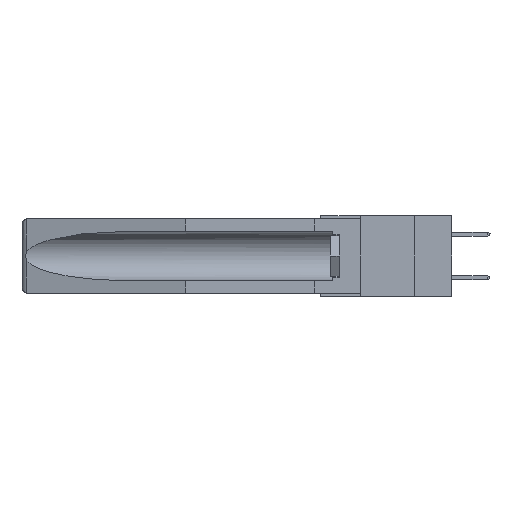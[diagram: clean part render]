
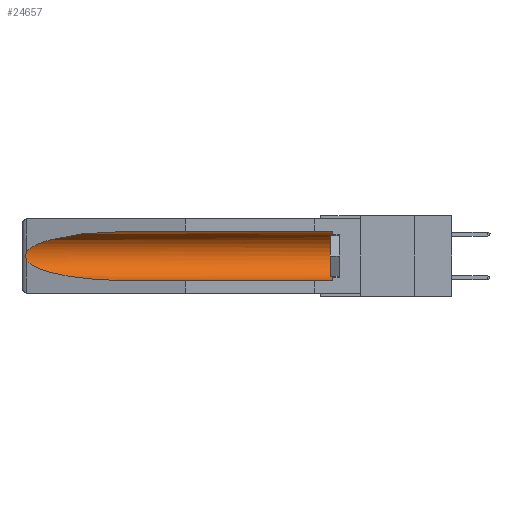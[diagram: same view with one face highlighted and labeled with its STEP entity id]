
A CAD part, left-side view. The second image highlights one B-rep face of the part: STEP entity #24657.
In plain terms, the highlighted cylindrical face has radius 2.857 mm (diameter 5.715 mm), a partial arc.
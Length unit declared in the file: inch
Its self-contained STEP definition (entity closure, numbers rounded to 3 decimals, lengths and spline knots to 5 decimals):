
#148 = EDGE_CURVE ( 'NONE', #27398, #10574, #23171, .T. ) ;
#961 = DIRECTION ( 'NONE',  ( 0., 1., 0. ) ) ;
#2884 = CARTESIAN_POINT ( 'NONE',  ( 0.155, 0.126, -0.1715 ) ) ;
#3699 = CARTESIAN_POINT ( 'NONE',  ( 0.26654, 1.53092, -0.15636 ) ) ;
#3808 = VECTOR ( 'NONE', #26771, 39.37008 ) ;
#4907 = EDGE_CURVE ( 'NONE', #25747, #9898, #20922, .T. ) ;
#4926 = CARTESIAN_POINT ( 'NONE',  ( 0.155, -0.30754, -0.284 ) ) ;
#5010 = DIRECTION ( 'NONE',  ( 0., 0., 1. ) ) ;
#5034 = CARTESIAN_POINT ( 'NONE',  ( 0.155, 1.07973, -0.284 ) ) ;
#5197 = CARTESIAN_POINT ( 'NONE',  ( 0.21114, 1.30732, -0.059 ) ) ;
#5463 = EDGE_CURVE ( 'NONE', #10574, #8902, #17058, .T. ) ;
#5705 = ORIENTED_EDGE ( 'NONE', *, *, #5463, .T. ) ;
#5918 = CARTESIAN_POINT ( 'NONE',  ( 0.26597, 1.52961, -0.15275 ) ) ;
#6991 = CARTESIAN_POINT ( 'NONE',  ( 0.155, 1.07973, -0.059 ) ) ;
#7415 = DIRECTION ( 'NONE',  ( 0., -1., 0. ) ) ;
#7866 = CARTESIAN_POINT ( 'NONE',  ( 0.26597, 1.5296, -0.19026 ) ) ;
#7939 = DIRECTION ( 'NONE',  ( 0., 1., 0. ) ) ;
#8046 = CARTESIAN_POINT ( 'NONE',  ( 0.2673, 1.5327, -0.16383 ) ) ;
#8141 = CARTESIAN_POINT ( 'NONE',  ( 0.2675, 1.53308, -0.17534 ) ) ;
#8676 = EDGE_CURVE ( 'NONE', #8902, #17645, #26915, .T. ) ;
#8902 = VERTEX_POINT ( 'NONE', #26465 ) ;
#8906 = ORIENTED_EDGE ( 'NONE', *, *, #8676, .T. ) ;
#9140 = ORIENTED_EDGE ( 'NONE', *, *, #148, .T. ) ;
#9307 = LINE ( 'NONE', #4926, #19230 ) ;
#9898 = VERTEX_POINT ( 'NONE', #23857 ) ;
#10180 = ORIENTED_EDGE ( 'NONE', *, *, #14140, .T. ) ;
#10433 = FACE_OUTER_BOUND ( 'NONE', #25226, .T. ) ;
#10531 = CARTESIAN_POINT ( 'NONE',  ( 0.155, 1.07973, -0.284 ) ) ;
#10574 = VERTEX_POINT ( 'NONE', #21219 ) ;
#10753 = CYLINDRICAL_SURFACE ( 'NONE', #11511, 0.1125 ) ;
#10770 = ORIENTED_EDGE ( 'NONE', *, *, #12964, .F. ) ;
#10963 = CARTESIAN_POINT ( 'NONE',  ( 0.26537, 1.52718, -0.19328 ) ) ;
#11511 = AXIS2_PLACEMENT_3D ( 'NONE', #24421, #961, #23482 ) ;
#11840 = CARTESIAN_POINT ( 'NONE',  ( 0.26537, 1.52718, -0.14972 ) ) ;
#12964 = EDGE_CURVE ( 'NONE', #25747, #17645, #9307, .T. ) ;
#13406 = CARTESIAN_POINT ( 'NONE',  ( 0.155, 0.126, -0.284 ) ) ;
#14140 = EDGE_CURVE ( 'NONE', #9898, #27398, #24375, .T. ) ;
#14519 = CARTESIAN_POINT ( 'NONE',  ( 0.26537, 1.52718, -0.19328 ) ) ;
#15753 = CARTESIAN_POINT ( 'NONE',  ( 0.155, 1.07973, -0.059 ) ) ;
#15930 = AXIS2_PLACEMENT_3D ( 'NONE', #2884, #7415, #5010 ) ;
#16578 = CARTESIAN_POINT ( 'NONE',  ( 0.2673, 1.53269, -0.17917 ) ) ;
#16856 = CARTESIAN_POINT ( 'NONE',  ( 0.21114, 1.30732, -0.284 ) ) ;
#17058 = B_SPLINE_CURVE_WITH_KNOTS ( 'NONE', 3,
 ( #20823, #5918, #3699, #8046, #18595, #8141, #16578, #20913, #7866, #14519 ),
 .UNSPECIFIED., .F., .F.,
 ( 4, 2, 2, 2, 4 ),
 ( 0., 0.00029, 0.00058, 0.00087, 0.00117 ),
 .UNSPECIFIED. ) ;
#17645 = VERTEX_POINT ( 'NONE', #5034 ) ;
#17950 = CARTESIAN_POINT ( 'NONE',  ( 0.155, -0.30754, -0.059 ) ) ;
#18595 = CARTESIAN_POINT ( 'NONE',  ( 0.2675, 1.53308, -0.16763 ) ) ;
#19230 = VECTOR ( 'NONE', #7939, 39.37008 ) ;
#20823 = CARTESIAN_POINT ( 'NONE',  ( 0.26537, 1.52718, -0.14972 ) ) ;
#20913 = CARTESIAN_POINT ( 'NONE',  ( 0.26655, 1.53094, -0.18657 ) ) ;
#20922 = CIRCLE ( 'NONE', #15930, 0.1125 ) ;
#21219 = CARTESIAN_POINT ( 'NONE',  ( 0.26537, 1.52718, -0.14972 ) ) ;
#21356 = CARTESIAN_POINT ( 'NONE',  ( 0.25451, 1.48313, -0.24835 ) ) ;
#23171 =( BOUNDED_CURVE ( )  B_SPLINE_CURVE ( 3, ( #15753, #5197, #24294, #11840 ),
 .UNSPECIFIED., .F., .T. ) 
 B_SPLINE_CURVE_WITH_KNOTS ( ( 4, 4 ),
 ( 4.71239, 6.08839 ),
 .UNSPECIFIED. ) 
 CURVE ( )  GEOMETRIC_REPRESENTATION_ITEM ( )  RATIONAL_B_SPLINE_CURVE ( ( 1., 0.848, 0.848, 1. ) ) 
 REPRESENTATION_ITEM ( '' )  );
#23482 = DIRECTION ( 'NONE',  ( 0., 0., 1. ) ) ;
#23857 = CARTESIAN_POINT ( 'NONE',  ( 0.155, 0.126, -0.059 ) ) ;
#24294 = CARTESIAN_POINT ( 'NONE',  ( 0.25451, 1.48313, -0.09465 ) ) ;
#24375 = LINE ( 'NONE', #17950, #3808 ) ;
#24421 = CARTESIAN_POINT ( 'NONE',  ( 0.155, -0.30754, -0.1715 ) ) ;
#24657 = ADVANCED_FACE ( 'NONE', ( #10433 ), #10753, .F. ) ;
#25226 = EDGE_LOOP ( 'NONE', ( #9140, #5705, #8906, #10770, #26959, #10180 ) ) ;
#25747 = VERTEX_POINT ( 'NONE', #13406 ) ;
#26465 = CARTESIAN_POINT ( 'NONE',  ( 0.26537, 1.52718, -0.19328 ) ) ;
#26771 = DIRECTION ( 'NONE',  ( 0., 1., 0. ) ) ;
#26915 =( BOUNDED_CURVE ( )  B_SPLINE_CURVE ( 3, ( #10963, #21356, #16856, #10531 ),
 .UNSPECIFIED., .F., .F. ) 
 B_SPLINE_CURVE_WITH_KNOTS ( ( 4, 4 ),
 ( 0.1948, 1.5708 ),
 .UNSPECIFIED. ) 
 CURVE ( )  GEOMETRIC_REPRESENTATION_ITEM ( )  RATIONAL_B_SPLINE_CURVE ( ( 1., 0.848, 0.848, 1. ) ) 
 REPRESENTATION_ITEM ( '' )  );
#26959 = ORIENTED_EDGE ( 'NONE', *, *, #4907, .T. ) ;
#27398 = VERTEX_POINT ( 'NONE', #6991 ) ;
